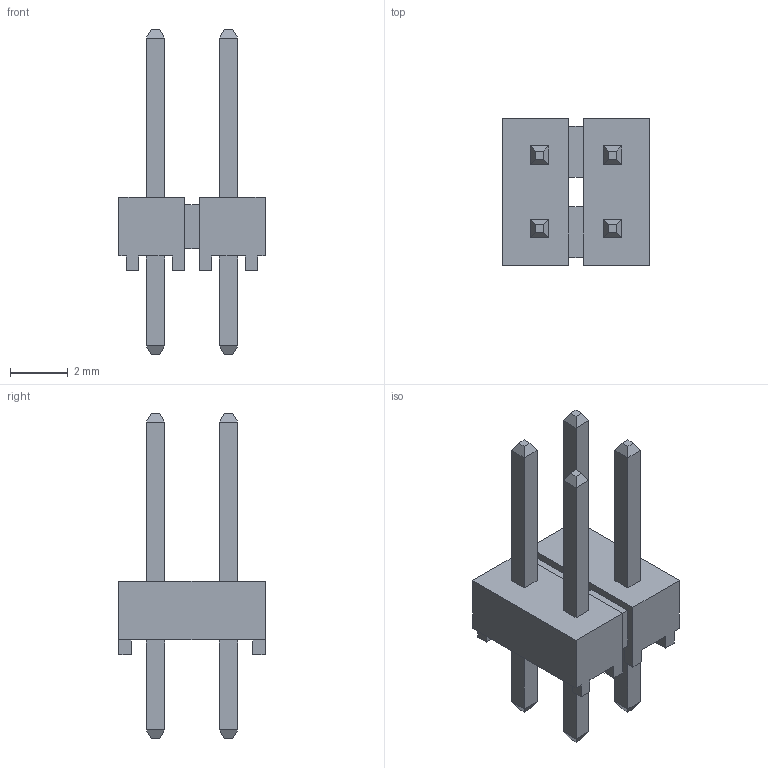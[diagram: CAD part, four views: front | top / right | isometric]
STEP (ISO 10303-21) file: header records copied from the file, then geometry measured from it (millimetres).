
FILE_DESCRIPTION(/* description */ (''),/* implementation_level */ '2;1');
FILE_NAME(/* name */ 'SAMTEC_TSW-102-23-L-D.stp',/* time_stamp */ '2017-03-01T17:01:21+01:00',/* author */ ('riccim'),/* organization */ ('SolidWorks'),/* preprocessor_version */ 'ST-DEVELOPER v15.5',/* originating_system */ 'AutoCAD Mechanical',/* authorisation */ ' ');
FILE_SCHEMA (('AUTOMOTIVE_DESIGN { 1 0 10303 214 3 1 1 }'));
Length unit declared in the file: millimetre
Products named in the file (1): Product
Bounding box: 5.08 x 5.08 x 11.3 mm (x, y, z)
Volume: 65.2 mm3; surface area: 227.9 mm2
Topology: 12 solids, 12 shells, 132 faces, 292 edges, 184 vertices
Faces by surface type: plane 132
Entity records: 3555 total; most frequent: CARTESIAN_POINT 609, ORIENTED_EDGE 584, DIRECTION 558, LINE 292, VECTOR 292, EDGE_CURVE 292, VERTEX_POINT 184, AXIS2_PLACEMENT_3D 133
